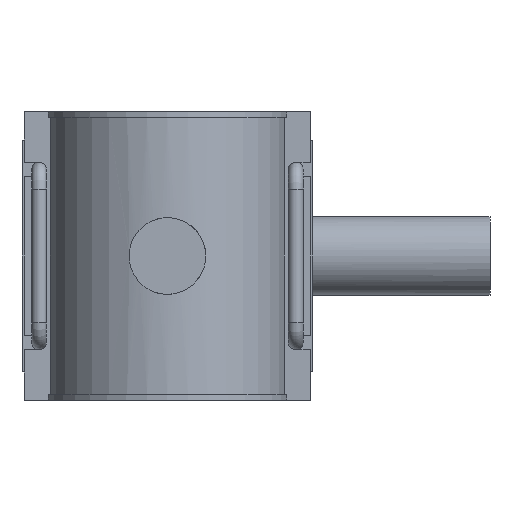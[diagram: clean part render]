
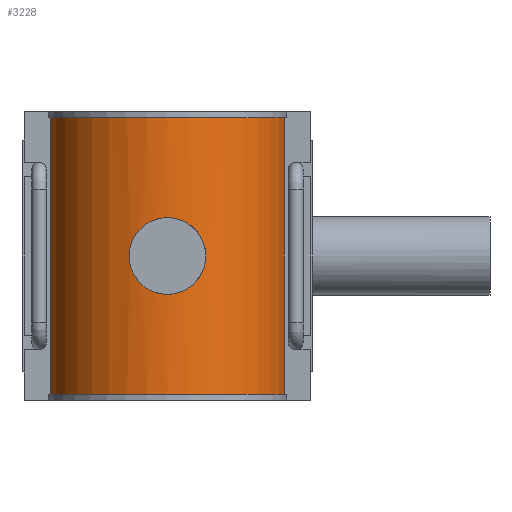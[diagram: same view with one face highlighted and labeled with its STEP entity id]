
A CAD part, front view. The second image highlights one B-rep face of the part: STEP entity #3228.
In plain terms, the highlighted cylindrical face has radius 48.75 mm (diameter 97.5 mm), a partial arc.
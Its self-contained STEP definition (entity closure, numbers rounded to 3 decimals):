
#116=LINE('',#5460,#403);
#151=LINE('',#5730,#438);
#403=VECTOR('',#3983,113.28);
#438=VECTOR('',#4060,113.28);
#643=FACE_BOUND('',#1062,.T.);
#684=B_SPLINE_CURVE_WITH_KNOTS('',3,(#5064,#5065,#5066,#5067,#5068,#5069,
#5070,#5071,#5072,#5073,#5074,#5075,#5076,#5077,#5078,#5079,#5080,#5081,
#5082,#5083,#5084,#5085,#5086,#5087,#5088,#5089,#5090,#5091,#5092,#5093,
#5094,#5095,#5096,#5097,#5098,#5099,#5100,#5101,#5102,#5103,#5104,#5105,
#5106,#5107,#5108,#5109,#5110,#5111,#5112,#5113,#5114,#5115,#5116,#5117,
#5118,#5119,#5120,#5121),.UNSPECIFIED.,.T.,.F.,(4,2,2,2,2,2,2,2,2,2,2,2,
2,2,2,2,2,2,2,2,2,2,2,2,2,2,2,2,4),(0.,0.298,0.595,
1.191,1.488,1.786,2.083,2.381,
2.679,2.976,3.274,3.571,4.167,
4.464,4.762,5.06,5.357,5.953,
6.25,6.548,6.845,7.143,7.44,
7.738,8.036,8.333,8.929,9.226,
9.524),.UNSPECIFIED.);
#750=CYLINDRICAL_SURFACE('',#3493,48.75);
#848=FACE_OUTER_BOUND('',#1061,.T.);
#1061=EDGE_LOOP('',(#2447,#2448,#2449,#2450));
#1062=EDGE_LOOP('',(#2451));
#1267=CIRCLE('',#3469,48.75);
#1275=CIRCLE('',#3483,48.75);
#1413=VERTEX_POINT('',#5063);
#1428=VERTEX_POINT('',#5445);
#1429=VERTEX_POINT('',#5447);
#1433=VERTEX_POINT('',#5459);
#1454=VERTEX_POINT('',#5530);
#1763=EDGE_CURVE('',#1413,#1413,#684,.T.);
#1782=EDGE_CURVE('',#1428,#1429,#1267,.T.);
#1787=EDGE_CURVE('',#1428,#1433,#116,.T.);
#1811=EDGE_CURVE('',#1454,#1433,#1275,.T.);
#1846=EDGE_CURVE('',#1429,#1454,#151,.T.);
#2447=ORIENTED_EDGE('',*,*,#1782,.T.);
#2448=ORIENTED_EDGE('',*,*,#1846,.T.);
#2449=ORIENTED_EDGE('',*,*,#1811,.T.);
#2450=ORIENTED_EDGE('',*,*,#1787,.F.);
#2451=ORIENTED_EDGE('',*,*,#1763,.T.);
#3228=ADVANCED_FACE('',(#848,#643),#750,.T.);
#3469=AXIS2_PLACEMENT_3D('',#5449,#3973,#3974);
#3483=AXIS2_PLACEMENT_3D('',#5531,#4020,#4021);
#3493=AXIS2_PLACEMENT_3D('',#5731,#4061,#4062);
#3973=DIRECTION('center_axis',(0.,0.,1.));
#3974=DIRECTION('ref_axis',(1.,0.,0.));
#3983=DIRECTION('',(0.,0.,1.));
#4020=DIRECTION('center_axis',(0.,0.,-1.));
#4021=DIRECTION('ref_axis',(1.,0.,0.));
#4060=DIRECTION('',(0.,0.,1.));
#4061=DIRECTION('center_axis',(0.,0.,1.));
#4062=DIRECTION('ref_axis',(1.,0.,0.));
#5063=CARTESIAN_POINT('',(15.68,-46.16,0.));
#5064=CARTESIAN_POINT('Ctrl Pts',(15.68,-46.16,0.));
#5065=CARTESIAN_POINT('Ctrl Pts',(15.68,-46.16,-0.992));
#5066=CARTESIAN_POINT('Ctrl Pts',(15.584,-46.192,-2.016));
#5067=CARTESIAN_POINT('Ctrl Pts',(15.184,-46.326,-4.048));
#5068=CARTESIAN_POINT('Ctrl Pts',(14.879,-46.426,-5.055));
#5069=CARTESIAN_POINT('Ctrl Pts',(13.676,-46.8,-7.949));
#5070=CARTESIAN_POINT('Ctrl Pts',(12.472,-47.149,-9.703));
#5071=CARTESIAN_POINT('Ctrl Pts',(10.395,-47.634,-11.779));
#5072=CARTESIAN_POINT('Ctrl Pts',(9.613,-47.801,-12.43));
#5073=CARTESIAN_POINT('Ctrl Pts',(7.908,-48.112,-13.579));
#5074=CARTESIAN_POINT('Ctrl Pts',(6.985,-48.257,-14.077));
#5075=CARTESIAN_POINT('Ctrl Pts',(5.055,-48.497,-14.88));
#5076=CARTESIAN_POINT('Ctrl Pts',(4.047,-48.592,-15.184));
#5077=CARTESIAN_POINT('Ctrl Pts',(2.015,-48.719,-15.584));
#5078=CARTESIAN_POINT('Ctrl Pts',(0.992,-48.75,-15.68));
#5079=CARTESIAN_POINT('Ctrl Pts',(-0.992,-48.75,-15.68));
#5080=CARTESIAN_POINT('Ctrl Pts',(-2.015,-48.719,-15.584));
#5081=CARTESIAN_POINT('Ctrl Pts',(-4.047,-48.592,-15.184));
#5082=CARTESIAN_POINT('Ctrl Pts',(-5.055,-48.497,-14.88));
#5083=CARTESIAN_POINT('Ctrl Pts',(-6.985,-48.257,-14.077));
#5084=CARTESIAN_POINT('Ctrl Pts',(-7.908,-48.112,-13.579));
#5085=CARTESIAN_POINT('Ctrl Pts',(-9.613,-47.801,-12.43));
#5086=CARTESIAN_POINT('Ctrl Pts',(-10.395,-47.634,-11.779));
#5087=CARTESIAN_POINT('Ctrl Pts',(-12.472,-47.149,-9.703));
#5088=CARTESIAN_POINT('Ctrl Pts',(-13.676,-46.8,-7.949));
#5089=CARTESIAN_POINT('Ctrl Pts',(-14.879,-46.426,-5.055));
#5090=CARTESIAN_POINT('Ctrl Pts',(-15.184,-46.326,-4.048));
#5091=CARTESIAN_POINT('Ctrl Pts',(-15.584,-46.192,-2.016));
#5092=CARTESIAN_POINT('Ctrl Pts',(-15.68,-46.16,-0.992));
#5093=CARTESIAN_POINT('Ctrl Pts',(-15.68,-46.16,0.992));
#5094=CARTESIAN_POINT('Ctrl Pts',(-15.584,-46.192,2.016));
#5095=CARTESIAN_POINT('Ctrl Pts',(-15.184,-46.326,4.048));
#5096=CARTESIAN_POINT('Ctrl Pts',(-14.879,-46.426,5.055));
#5097=CARTESIAN_POINT('Ctrl Pts',(-13.676,-46.8,7.949));
#5098=CARTESIAN_POINT('Ctrl Pts',(-12.472,-47.149,9.703));
#5099=CARTESIAN_POINT('Ctrl Pts',(-10.395,-47.634,11.779));
#5100=CARTESIAN_POINT('Ctrl Pts',(-9.613,-47.801,12.43));
#5101=CARTESIAN_POINT('Ctrl Pts',(-7.908,-48.112,13.579));
#5102=CARTESIAN_POINT('Ctrl Pts',(-6.985,-48.257,14.077));
#5103=CARTESIAN_POINT('Ctrl Pts',(-5.055,-48.497,14.88));
#5104=CARTESIAN_POINT('Ctrl Pts',(-4.047,-48.592,15.184));
#5105=CARTESIAN_POINT('Ctrl Pts',(-2.015,-48.719,15.584));
#5106=CARTESIAN_POINT('Ctrl Pts',(-0.992,-48.75,15.68));
#5107=CARTESIAN_POINT('Ctrl Pts',(0.992,-48.75,15.68));
#5108=CARTESIAN_POINT('Ctrl Pts',(2.015,-48.719,15.584));
#5109=CARTESIAN_POINT('Ctrl Pts',(4.047,-48.592,15.184));
#5110=CARTESIAN_POINT('Ctrl Pts',(5.055,-48.497,14.88));
#5111=CARTESIAN_POINT('Ctrl Pts',(6.985,-48.257,14.077));
#5112=CARTESIAN_POINT('Ctrl Pts',(7.908,-48.112,13.579));
#5113=CARTESIAN_POINT('Ctrl Pts',(9.613,-47.801,12.43));
#5114=CARTESIAN_POINT('Ctrl Pts',(10.395,-47.634,11.779));
#5115=CARTESIAN_POINT('Ctrl Pts',(12.472,-47.149,9.703));
#5116=CARTESIAN_POINT('Ctrl Pts',(13.676,-46.8,7.949));
#5117=CARTESIAN_POINT('Ctrl Pts',(14.879,-46.426,5.055));
#5118=CARTESIAN_POINT('Ctrl Pts',(15.184,-46.326,4.048));
#5119=CARTESIAN_POINT('Ctrl Pts',(15.584,-46.192,2.016));
#5120=CARTESIAN_POINT('Ctrl Pts',(15.68,-46.16,0.992));
#5121=CARTESIAN_POINT('Ctrl Pts',(15.68,-46.16,0.));
#5445=CARTESIAN_POINT('',(-47.84,-9.375,-56.64));
#5447=CARTESIAN_POINT('',(47.84,-9.375,-56.64));
#5449=CARTESIAN_POINT('Origin',(0.,0.,-56.64));
#5459=CARTESIAN_POINT('',(-47.84,-9.375,56.64));
#5460=CARTESIAN_POINT('',(-47.84,-9.375,0.));
#5530=CARTESIAN_POINT('',(47.84,-9.375,56.64));
#5531=CARTESIAN_POINT('Origin',(0.,0.,56.64));
#5730=CARTESIAN_POINT('',(47.84,-9.375,0.));
#5731=CARTESIAN_POINT('Origin',(0.,0.,0.));
